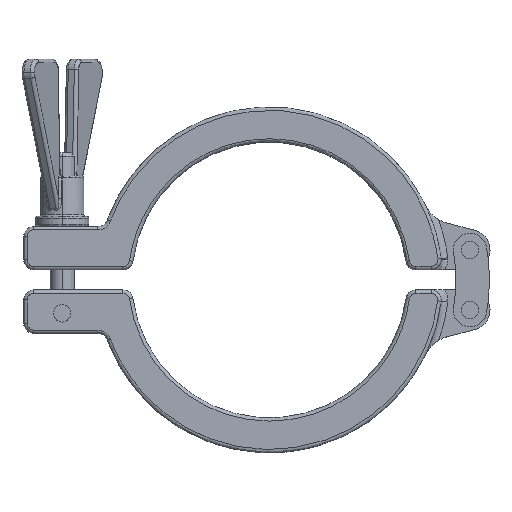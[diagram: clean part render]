
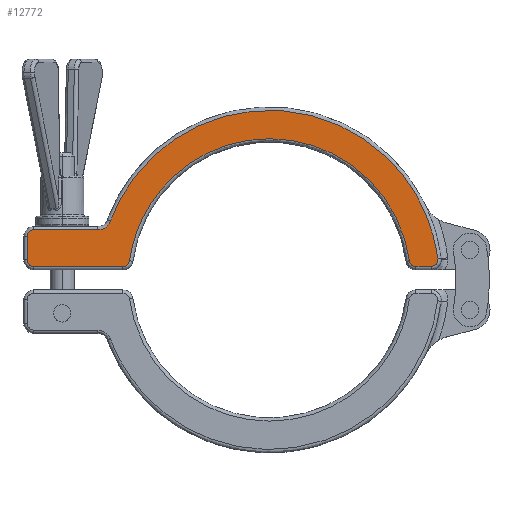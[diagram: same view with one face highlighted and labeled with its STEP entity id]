
A CAD part, top view. The second image highlights one B-rep face of the part: STEP entity #12772.
In plain terms, the highlighted planar face has unit normal (0, 0, 1).
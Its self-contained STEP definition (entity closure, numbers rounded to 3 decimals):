
#338 = CARTESIAN_POINT ( 'NONE',  ( -42.792, 4., 8.5 ) ) ;
#577 = ORIENTED_EDGE ( 'NONE', *, *, #1093, .F. ) ;
#1093 = EDGE_CURVE ( 'NONE', #6277, #6862, #4369, .T. ) ;
#1231 = CARTESIAN_POINT ( 'NONE',  ( 32.93, 70.98, 8.5 ) ) ;
#1365 = DIRECTION ( 'NONE',  ( 0., 1., 0. ) ) ;
#1795 = CARTESIAN_POINT ( 'NONE',  ( -70.5, 15., 8.5 ) ) ;
#1809 = DIRECTION ( 'NONE',  ( -1., 0., 0. ) ) ;
#1890 = EDGE_CURVE ( 'NONE', #7770, #3738, #12541, .T. ) ;
#1992 = CARTESIAN_POINT ( 'NONE',  ( 43.841, 4., 8.5 ) ) ;
#2234 = CARTESIAN_POINT ( 'NONE',  ( 42.792, 4., 8.5 ) ) ;
#2268 = CARTESIAN_POINT ( 'NONE',  ( -72.5, 14.172, 8.5 ) ) ;
#2455 = CARTESIAN_POINT ( 'NONE',  ( -43.841, 4., 8.5 ) ) ;
#3110 = CARTESIAN_POINT ( 'NONE',  ( 41.86, 5.729, 8.5 ) ) ;
#3138 = ORIENTED_EDGE ( 'NONE', *, *, #5409, .F. ) ;
#3190 = AXIS2_PLACEMENT_3D ( 'NONE', #8725, #13071, #13143 ) ;
#3218 = CARTESIAN_POINT ( 'NONE',  ( -47.596, 17.612, 8.5 ) ) ;
#3220 = CARTESIAN_POINT ( 'NONE',  ( 48.379, 4., 8.5 ) ) ;
#3501 = CARTESIAN_POINT ( 'NONE',  ( -71.672, 15., 8.5 ) ) ;
#3542 = CARTESIAN_POINT ( 'NONE',  ( -49.617, 15., 8.5 ) ) ;
#3581 = ORIENTED_EDGE ( 'NONE', *, *, #10637, .F. ) ;
#3738 = VERTEX_POINT ( 'NONE', #10901 ) ;
#3930 = ORIENTED_EDGE ( 'NONE', *, *, #9710, .F. ) ;
#4249 = CARTESIAN_POINT ( 'NONE',  ( 50.364, 6.246, 8.5 ) ) ;
#4252 =( BOUNDED_CURVE ( )  B_SPLINE_CURVE ( 3, ( #9705, #8274, #11662, #10916 ),
 .UNSPECIFIED., .F., .F. ) 
 B_SPLINE_CURVE_WITH_KNOTS ( ( 4, 4 ),
 ( 0., 1. ),
 .UNSPECIFIED. ) 
 CURVE ( )  GEOMETRIC_REPRESENTATION_ITEM ( )  RATIONAL_B_SPLINE_CURVE ( ( 1., 0.805, 0.805, 1. ) ) 
 REPRESENTATION_ITEM ( '' )  );
#4274 = ORIENTED_EDGE ( 'NONE', *, *, #9859, .F. ) ;
#4311 = VECTOR ( 'NONE', #1365, 1000. ) ;
#4329 = CARTESIAN_POINT ( 'NONE',  ( 41.86, 5.729, 8.5 ) ) ;
#4369 =( BOUNDED_CURVE ( )  B_SPLINE_CURVE ( 3, ( #12127, #2268, #3501, #11046 ),
 .UNSPECIFIED., .F., .F. ) 
 B_SPLINE_CURVE_WITH_KNOTS ( ( 4, 4 ),
 ( 0., 1. ),
 .UNSPECIFIED. ) 
 CURVE ( )  GEOMETRIC_REPRESENTATION_ITEM ( )  RATIONAL_B_SPLINE_CURVE ( ( 1., 0.805, 0.805, 1. ) ) 
 REPRESENTATION_ITEM ( '' )  );
#4543 = CARTESIAN_POINT ( 'NONE',  ( -48.197, 15.989, 8.5 ) ) ;
#4591 = CARTESIAN_POINT ( 'NONE',  ( 50.364, 6.246, 8.5 ) ) ;
#4948 = LINE ( 'NONE', #5879, #7509 ) ;
#4969 = ORIENTED_EDGE ( 'NONE', *, *, #7987, .F. ) ;
#5000 =( BOUNDED_CURVE ( )  B_SPLINE_CURVE ( 3, ( #5410, #2234, #10009, #4329 ),
 .UNSPECIFIED., .F., .F. ) 
 B_SPLINE_CURVE_WITH_KNOTS ( ( 4, 4 ),
 ( 0., 1. ),
 .UNSPECIFIED. ) 
 CURVE ( )  GEOMETRIC_REPRESENTATION_ITEM ( )  RATIONAL_B_SPLINE_CURVE ( ( 1., 0.836, 0.836, 1. ) ) 
 REPRESENTATION_ITEM ( '' )  );
#5342 = CARTESIAN_POINT ( 'NONE',  ( -41.86, 5.729, 8.5 ) ) ;
#5409 = EDGE_CURVE ( 'NONE', #7833, #9269, #4252, .T. ) ;
#5410 = CARTESIAN_POINT ( 'NONE',  ( 43.841, 4., 8.5 ) ) ;
#5652 = VERTEX_POINT ( 'NONE', #5962 ) ;
#5879 = CARTESIAN_POINT ( 'NONE',  ( -70.5, 4., 8.5 ) ) ;
#5962 = CARTESIAN_POINT ( 'NONE',  ( -51.347, 15., 8.5 ) ) ;
#6047 = VERTEX_POINT ( 'NONE', #2455 ) ;
#6141 = EDGE_CURVE ( 'NONE', #5652, #7770, #9320, .T. ) ;
#6152 = DIRECTION ( 'NONE',  ( -1., 0., 0. ) ) ;
#6264 = LINE ( 'NONE', #11673, #8058 ) ;
#6277 = VERTEX_POINT ( 'NONE', #11314 ) ;
#6602 = VECTOR ( 'NONE', #10019, 1000. ) ;
#6862 = VERTEX_POINT ( 'NONE', #9602 ) ;
#7331 = CARTESIAN_POINT ( 'NONE',  ( -47.596, 17.612, 8.5 ) ) ;
#7486 = CARTESIAN_POINT ( 'NONE',  ( -32.93, 70.98, 8.5 ) ) ;
#7509 = VECTOR ( 'NONE', #6152, 1000. ) ;
#7652 = FACE_OUTER_BOUND ( 'NONE', #11786, .T. ) ;
#7770 = VERTEX_POINT ( 'NONE', #3218 ) ;
#7833 = VERTEX_POINT ( 'NONE', #10972 ) ;
#7890 = CARTESIAN_POINT ( 'NONE',  ( 49.669, 4., 8.5 ) ) ;
#7987 = EDGE_CURVE ( 'NONE', #13144, #6047, #12824, .T. ) ;
#8058 = VECTOR ( 'NONE', #1809, 1000. ) ;
#8103 = ORIENTED_EDGE ( 'NONE', *, *, #8470, .F. ) ;
#8108 = VERTEX_POINT ( 'NONE', #3220 ) ;
#8274 = CARTESIAN_POINT ( 'NONE',  ( -71.672, 4., 8.5 ) ) ;
#8467 = PLANE ( 'NONE',  #3190 ) ;
#8470 = EDGE_CURVE ( 'NONE', #6047, #7833, #6264, .T. ) ;
#8725 = CARTESIAN_POINT ( 'NONE',  ( -70.5, 13., 8.5 ) ) ;
#8768 = CARTESIAN_POINT ( 'NONE',  ( -47.596, 17.612, 8.5 ) ) ;
#8906 = VERTEX_POINT ( 'NONE', #1992 ) ;
#8968 = CARTESIAN_POINT ( 'NONE',  ( 50.523, 4.966, 8.5 ) ) ;
#9060 = LINE ( 'NONE', #9276, #4311 ) ;
#9106 = CARTESIAN_POINT ( 'NONE',  ( -42.002, 4.69, 8.5 ) ) ;
#9269 = VERTEX_POINT ( 'NONE', #12277 ) ;
#9276 = CARTESIAN_POINT ( 'NONE',  ( -72.5, 13., 8.5 ) ) ;
#9320 =( BOUNDED_CURVE ( )  B_SPLINE_CURVE ( 3, ( #10010, #3542, #4543, #8768 ),
 .UNSPECIFIED., .F., .F. ) 
 B_SPLINE_CURVE_WITH_KNOTS ( ( 4, 4 ),
 ( 0., 1. ),
 .UNSPECIFIED. ) 
 CURVE ( )  GEOMETRIC_REPRESENTATION_ITEM ( )  RATIONAL_B_SPLINE_CURVE ( ( 1., 0.88, 0.88, 1. ) ) 
 REPRESENTATION_ITEM ( '' )  );
#9602 = CARTESIAN_POINT ( 'NONE',  ( -70.5, 15., 8.5 ) ) ;
#9607 = ORIENTED_EDGE ( 'NONE', *, *, #6141, .F. ) ;
#9705 = CARTESIAN_POINT ( 'NONE',  ( -70.5, 4., 8.5 ) ) ;
#9710 = EDGE_CURVE ( 'NONE', #6862, #5652, #11660, .T. ) ;
#9859 = EDGE_CURVE ( 'NONE', #3738, #8108, #13842, .T. ) ;
#10009 = CARTESIAN_POINT ( 'NONE',  ( 42.002, 4.69, 8.5 ) ) ;
#10010 = CARTESIAN_POINT ( 'NONE',  ( -51.347, 15., 8.5 ) ) ;
#10019 = DIRECTION ( 'NONE',  ( 1., 0., 0. ) ) ;
#10095 = CARTESIAN_POINT ( 'NONE',  ( -43.841, 4., 8.5 ) ) ;
#10433 = ORIENTED_EDGE ( 'NONE', *, *, #11977, .F. ) ;
#10637 = EDGE_CURVE ( 'NONE', #12967, #13144, #11889, .T. ) ;
#10641 = CARTESIAN_POINT ( 'NONE',  ( -24.366, 80.39, 8.5 ) ) ;
#10677 = EDGE_CURVE ( 'NONE', #8906, #12967, #5000, .T. ) ;
#10901 = CARTESIAN_POINT ( 'NONE',  ( 50.364, 6.246, 8.5 ) ) ;
#10914 = CARTESIAN_POINT ( 'NONE',  ( 48.379, 4., 8.5 ) ) ;
#10916 = CARTESIAN_POINT ( 'NONE',  ( -72.5, 6., 8.5 ) ) ;
#10972 = CARTESIAN_POINT ( 'NONE',  ( -70.5, 4., 8.5 ) ) ;
#11046 = CARTESIAN_POINT ( 'NONE',  ( -70.5, 15., 8.5 ) ) ;
#11276 = CARTESIAN_POINT ( 'NONE',  ( -41.86, 5.729, 8.5 ) ) ;
#11314 = CARTESIAN_POINT ( 'NONE',  ( -72.5, 13., 8.5 ) ) ;
#11425 = ORIENTED_EDGE ( 'NONE', *, *, #1890, .F. ) ;
#11660 = LINE ( 'NONE', #1795, #6602 ) ;
#11662 = CARTESIAN_POINT ( 'NONE',  ( -72.5, 4.828, 8.5 ) ) ;
#11673 = CARTESIAN_POINT ( 'NONE',  ( -70.5, 4., 8.5 ) ) ;
#11786 = EDGE_LOOP ( 'NONE', ( #4274, #11425, #9607, #3930, #577, #13976, #3138, #8103, #4969, #3581, #13732, #10433 ) ) ;
#11889 =( BOUNDED_CURVE ( )  B_SPLINE_CURVE ( 3, ( #3110, #1231, #7486, #5342 ),
 .UNSPECIFIED., .F., .F. ) 
 B_SPLINE_CURVE_WITH_KNOTS ( ( 4, 4 ),
 ( 0., 1. ),
 .UNSPECIFIED. ) 
 CURVE ( )  GEOMETRIC_REPRESENTATION_ITEM ( )  RATIONAL_B_SPLINE_CURVE ( ( 1., 0.424, 0.424, 1. ) ) 
 REPRESENTATION_ITEM ( '' )  );
#11977 = EDGE_CURVE ( 'NONE', #8108, #8906, #4948, .T. ) ;
#12127 = CARTESIAN_POINT ( 'NONE',  ( -72.5, 13., 8.5 ) ) ;
#12277 = CARTESIAN_POINT ( 'NONE',  ( -72.5, 6., 8.5 ) ) ;
#12541 =( BOUNDED_CURVE ( )  B_SPLINE_CURVE ( 3, ( #7331, #10641, #12890, #4249 ),
 .UNSPECIFIED., .F., .F. ) 
 B_SPLINE_CURVE_WITH_KNOTS ( ( 4, 4 ),
 ( 0., 1. ),
 .UNSPECIFIED. ) 
 CURVE ( )  GEOMETRIC_REPRESENTATION_ITEM ( )  RATIONAL_B_SPLINE_CURVE ( ( 1., 0.491, 0.491, 1. ) ) 
 REPRESENTATION_ITEM ( '' )  );
#12593 = EDGE_CURVE ( 'NONE', #9269, #6277, #9060, .T. ) ;
#12772 = ADVANCED_FACE ( 'NONE', ( #7652 ), #8467, .F. ) ;
#12824 =( BOUNDED_CURVE ( )  B_SPLINE_CURVE ( 3, ( #11276, #9106, #338, #10095 ),
 .UNSPECIFIED., .F., .F. ) 
 B_SPLINE_CURVE_WITH_KNOTS ( ( 4, 4 ),
 ( 0., 1. ),
 .UNSPECIFIED. ) 
 CURVE ( )  GEOMETRIC_REPRESENTATION_ITEM ( )  RATIONAL_B_SPLINE_CURVE ( ( 1., 0.836, 0.836, 1. ) ) 
 REPRESENTATION_ITEM ( '' )  );
#12890 = CARTESIAN_POINT ( 'NONE',  ( 42.126, 72.675, 8.5 ) ) ;
#12967 = VERTEX_POINT ( 'NONE', #13722 ) ;
#12987 = CARTESIAN_POINT ( 'NONE',  ( -41.86, 5.729, 8.5 ) ) ;
#13071 = DIRECTION ( 'NONE',  ( 0., 0., -1. ) ) ;
#13143 = DIRECTION ( 'NONE',  ( -1., 0., 0. ) ) ;
#13144 = VERTEX_POINT ( 'NONE', #12987 ) ;
#13722 = CARTESIAN_POINT ( 'NONE',  ( 41.86, 5.729, 8.5 ) ) ;
#13732 = ORIENTED_EDGE ( 'NONE', *, *, #10677, .F. ) ;
#13842 =( BOUNDED_CURVE ( )  B_SPLINE_CURVE ( 3, ( #4591, #8968, #7890, #10914 ),
 .UNSPECIFIED., .F., .F. ) 
 B_SPLINE_CURVE_WITH_KNOTS ( ( 4, 4 ),
 ( 0., 1. ),
 .UNSPECIFIED. ) 
 CURVE ( )  GEOMETRIC_REPRESENTATION_ITEM ( )  RATIONAL_B_SPLINE_CURVE ( ( 1., 0.775, 0.775, 1. ) ) 
 REPRESENTATION_ITEM ( '' )  );
#13976 = ORIENTED_EDGE ( 'NONE', *, *, #12593, .F. ) ;
